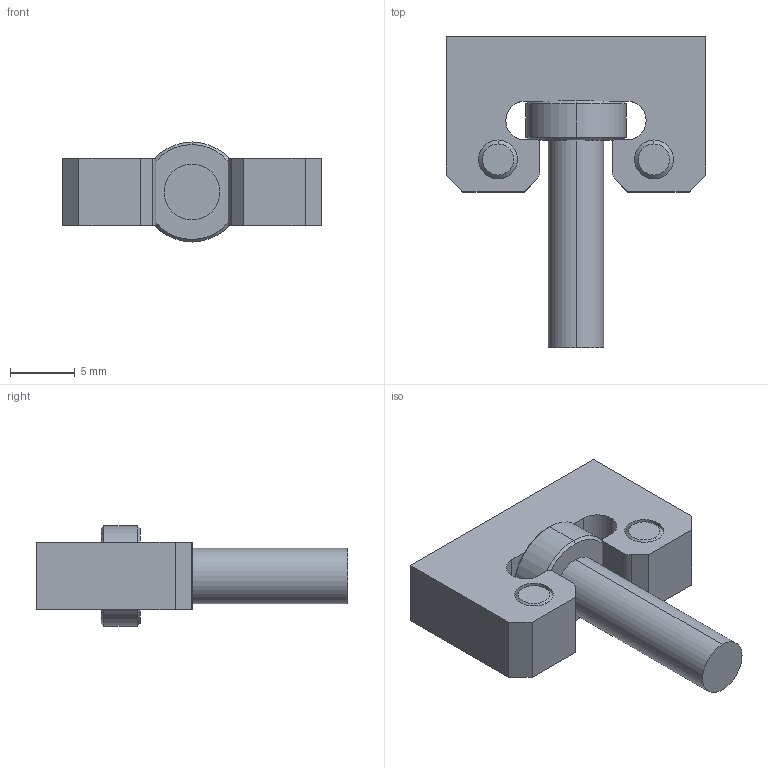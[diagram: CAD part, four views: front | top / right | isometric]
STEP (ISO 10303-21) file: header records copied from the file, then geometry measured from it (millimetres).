
FILE_DESCRIPTION (( 'STEP AP203' ), '1' );
FILE_NAME ('37ad.STEP', '2023-01-11T08:47:09', ( '' ), ( '' ), 'SwSTEP 2.0', 'SolidWorks 2019', '' );
FILE_SCHEMA (( 'CONFIG_CONTROL_DESIGN' ));
Length unit declared in the file: millimetre
Products named in the file (4): Bolt d8f558c6447634f2b69c0476a2b1b929; Pin_20 d8f558c6447634f2b69c0476a2b1b929; 37ad; Lamellar_Gas_Vent_ISGL20C d8f558c6447634f2b69c0476a2b1b929
Assembly tree (4 placements, depth 2):
  37ad
    Lamellar_Gas_Vent_ISGL20C d8f558c6447634f2b69c0476a2b1b929
    Bolt d8f558c6447634f2b69c0476a2b1b929
    Pin_20 d8f558c6447634f2b69c0476a2b1b929  x2
Bounding box: 20 x 24 x 7.7 mm (x, y, z)
Volume: 1325.9 mm3; surface area: 1362.7 mm2
Topology: 4 solids, 4 shells, 54 faces, 123 edges, 78 vertices
Faces by surface type: plane 23, cylinder 19, cone 12
Entity records: 1785 total; most frequent: DIRECTION 257, CARTESIAN_POINT 232, ORIENTED_EDGE 218, EDGE_CURVE 109, AXIS2_PLACEMENT_3D 95, VERTEX_POINT 70, LINE 67, VECTOR 67
